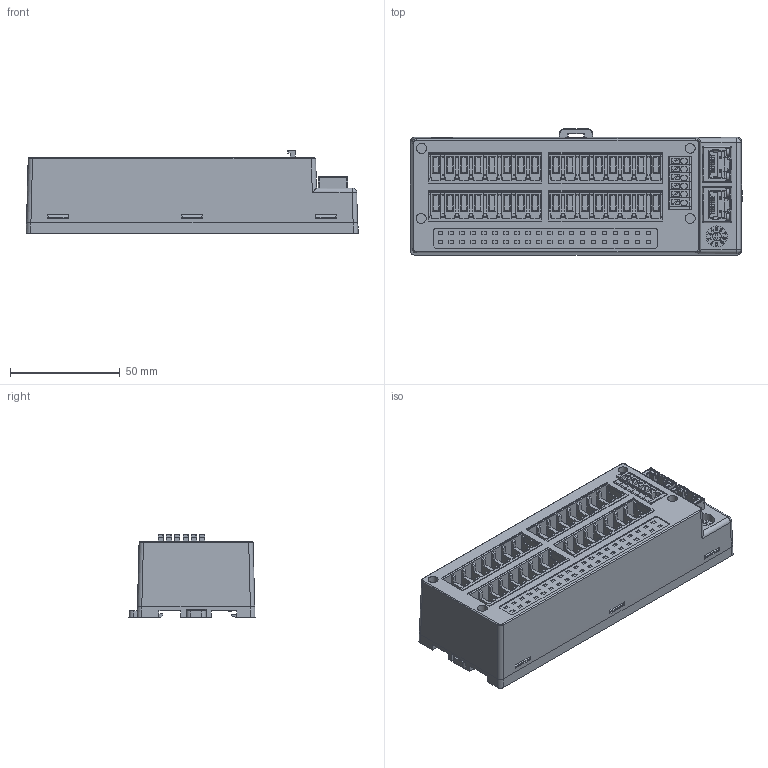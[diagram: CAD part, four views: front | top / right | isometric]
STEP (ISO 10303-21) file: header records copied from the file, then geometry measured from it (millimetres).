
FILE_DESCRIPTION(/* description */ (''),/* implementation_level */ '2;1');
FILE_NAME(/* name */ '',/* time_stamp */ '2024-10-23T14:28:36+08:00',/* author */ (''),/* organization */ (''),/* preprocessor_version */ 'ST-DEVELOPER v14',/* originating_system */ 'SIEMENS PLM Software NX 8.0',/* authorisation */ '');
FILE_SCHEMA (('AUTOMOTIVE_DESIGN { 1 0 10303 214 3 1 1 1 }'));
Products named in the file (1): MP6R-32
Bounding box: 151.53 x 57.52 x 37.78 mm (x, y, z)
Volume: 221343.5 mm3; surface area: 55019.7 mm2
Topology: 3 solids, 4 shells, 3550 faces, 9872 edges, 6390 vertices
Faces by surface type: plane 2801, cylinder 514, extrusion 89, torus 80, bspline 52, sphere 10, cone 4
Full cylindrical faces by diameter (mm): 0.45 x62, 1.168 x7, 1.178 x7, 3 x2, 4 x1, 4.5 x2, 4.6 x2, 9.6 x1
Entity records: 117687 total; most frequent: CARTESIAN_POINT 28636, ORIENTED_EDGE 19224, DIRECTION 16875, EDGE_CURVE 9612, VECTOR 8067, LINE 7978, VERTEX_POINT 6304, AXIS2_PLACEMENT_3D 4404
